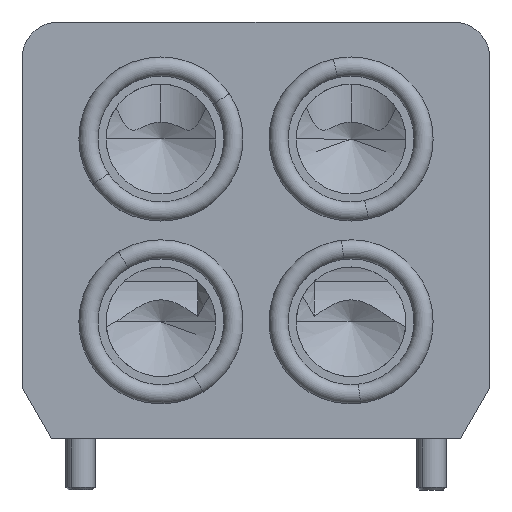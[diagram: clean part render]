
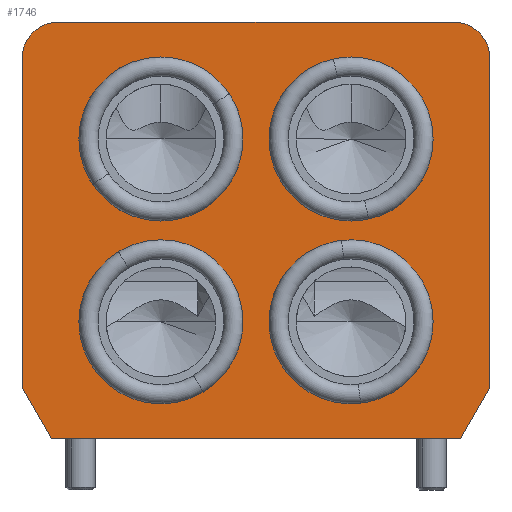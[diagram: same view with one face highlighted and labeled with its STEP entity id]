
A CAD part, front view. The second image highlights one B-rep face of the part: STEP entity #1746.
In plain terms, the highlighted planar face has unit normal (0, -1, 0).
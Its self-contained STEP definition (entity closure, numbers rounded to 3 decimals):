
#1 = DIRECTION ( 'NONE',  ( 1., 0., 0. ) ) ;
#23 = ORIENTED_EDGE ( 'NONE', *, *, #257, .T. ) ;
#41 = VERTEX_POINT ( 'NONE', #1576 ) ;
#103 = CIRCLE ( 'NONE', #4602, 11.22 ) ;
#106 = EDGE_LOOP ( 'NONE', ( #4120, #1036 ) ) ;
#226 = DIRECTION ( 'NONE',  ( -1., 0., 0. ) ) ;
#251 = VERTEX_POINT ( 'NONE', #2548 ) ;
#257 = EDGE_CURVE ( 'NONE', #2009, #5103, #2957, .T. ) ;
#268 = DIRECTION ( 'NONE',  ( 0.5, 0., 0.866 ) ) ;
#272 = CARTESIAN_POINT ( 'NONE',  ( 13., -35., 12.5 ) ) ;
#287 = VECTOR ( 'NONE', #226, 1000. ) ;
#386 = ORIENTED_EDGE ( 'NONE', *, *, #1091, .T. ) ;
#687 = CARTESIAN_POINT ( 'NONE',  ( -32., -35., 23.5 ) ) ;
#743 = EDGE_CURVE ( 'NONE', #6585, #3808, #3193, .T. ) ;
#787 = DIRECTION ( 'NONE',  ( 0., -1., 0. ) ) ;
#831 = CARTESIAN_POINT ( 'NONE',  ( 27.959, -35., -28.5 ) ) ;
#844 = VECTOR ( 'NONE', #268, 1000. ) ;
#861 = EDGE_CURVE ( 'NONE', #2779, #4557, #3834, .T. ) ;
#898 = CARTESIAN_POINT ( 'NONE',  ( -1.78, -35., 12.5 ) ) ;
#935 = CARTESIAN_POINT ( 'NONE',  ( 27., -35., 23.5 ) ) ;
#939 = EDGE_CURVE ( 'NONE', #6791, #251, #103, .T. ) ;
#984 = CIRCLE ( 'NONE', #2075, 11.22 ) ;
#993 = DIRECTION ( 'NONE',  ( 1., 0., 0. ) ) ;
#1036 = ORIENTED_EDGE ( 'NONE', *, *, #6727, .F. ) ;
#1083 = VECTOR ( 'NONE', #6775, 1000. ) ;
#1091 = EDGE_CURVE ( 'NONE', #4936, #6314, #2743, .T. ) ;
#1129 = DIRECTION ( 'NONE',  ( 0., 0., -1. ) ) ;
#1217 = ORIENTED_EDGE ( 'NONE', *, *, #5964, .F. ) ;
#1260 = ORIENTED_EDGE ( 'NONE', *, *, #5188, .T. ) ;
#1281 = EDGE_CURVE ( 'NONE', #6314, #2009, #5703, .T. ) ;
#1312 = LINE ( 'NONE', #1782, #287 ) ;
#1444 = DIRECTION ( 'NONE',  ( 0., -1., 0. ) ) ;
#1445 = PLANE ( 'NONE',  #3965 ) ;
#1530 = AXIS2_PLACEMENT_3D ( 'NONE', #935, #6736, #2487 ) ;
#1576 = CARTESIAN_POINT ( 'NONE',  ( -27., -35., 28.5 ) ) ;
#1621 = EDGE_CURVE ( 'NONE', #3808, #4878, #4722, .T. ) ;
#1651 = CIRCLE ( 'NONE', #5181, 11.22 ) ;
#1746 = ADVANCED_FACE ( 'NONE', ( #2340, #6068, #2889, #6688, #1959 ), #1445, .F. ) ;
#1747 = AXIS2_PLACEMENT_3D ( 'NONE', #3674, #2699, #1 ) ;
#1782 = CARTESIAN_POINT ( 'NONE',  ( -27., -35., 28.5 ) ) ;
#1793 = CARTESIAN_POINT ( 'NONE',  ( 13., -35., -12.5 ) ) ;
#1959 = FACE_OUTER_BOUND ( 'NONE', #2136, .T. ) ;
#2009 = VERTEX_POINT ( 'NONE', #4131 ) ;
#2075 = AXIS2_PLACEMENT_3D ( 'NONE', #4712, #1444, #5646 ) ;
#2089 = DIRECTION ( 'NONE',  ( 0., -1., 0. ) ) ;
#2106 = EDGE_LOOP ( 'NONE', ( #4514, #3819 ) ) ;
#2136 = EDGE_LOOP ( 'NONE', ( #2570, #5092, #4158, #386, #3882, #23, #1260, #6711 ) ) ;
#2176 = CARTESIAN_POINT ( 'NONE',  ( 27.959, -35., -28.5 ) ) ;
#2250 = VERTEX_POINT ( 'NONE', #6355 ) ;
#2340 = FACE_BOUND ( 'NONE', #2106, .T. ) ;
#2377 = AXIS2_PLACEMENT_3D ( 'NONE', #6758, #4780, #3725 ) ;
#2394 = DIRECTION ( 'NONE',  ( 1., 0., 0. ) ) ;
#2487 = DIRECTION ( 'NONE',  ( -1., 0., 0. ) ) ;
#2548 = CARTESIAN_POINT ( 'NONE',  ( -24.22, -35., 12.5 ) ) ;
#2570 = ORIENTED_EDGE ( 'NONE', *, *, #1621, .T. ) ;
#2659 = EDGE_CURVE ( 'NONE', #4878, #41, #1312, .T. ) ;
#2699 = DIRECTION ( 'NONE',  ( 0., -1., 0. ) ) ;
#2743 = LINE ( 'NONE', #5853, #4382 ) ;
#2779 = VERTEX_POINT ( 'NONE', #4677 ) ;
#2836 = CARTESIAN_POINT ( 'NONE',  ( -32., -35., -21.5 ) ) ;
#2889 = FACE_BOUND ( 'NONE', #3925, .T. ) ;
#2957 = LINE ( 'NONE', #3615, #4150 ) ;
#2960 = CIRCLE ( 'NONE', #5492, 11.22 ) ;
#3114 = CARTESIAN_POINT ( 'NONE',  ( -13., -35., 12.5 ) ) ;
#3193 = LINE ( 'NONE', #4665, #1083 ) ;
#3222 = CARTESIAN_POINT ( 'NONE',  ( 1.78, -35., -12.5 ) ) ;
#3257 = DIRECTION ( 'NONE',  ( 0., -1., 0. ) ) ;
#3319 = ORIENTED_EDGE ( 'NONE', *, *, #5750, .F. ) ;
#3358 = ORIENTED_EDGE ( 'NONE', *, *, #6474, .F. ) ;
#3420 = CARTESIAN_POINT ( 'NONE',  ( 27., -35., 23.5 ) ) ;
#3451 = DIRECTION ( 'NONE',  ( -1., 0., 0. ) ) ;
#3539 = VERTEX_POINT ( 'NONE', #4014 ) ;
#3615 = CARTESIAN_POINT ( 'NONE',  ( -27.959, -35., -28.5 ) ) ;
#3625 = VECTOR ( 'NONE', #4188, 1000. ) ;
#3636 = AXIS2_PLACEMENT_3D ( 'NONE', #1793, #3909, #6012 ) ;
#3670 = CARTESIAN_POINT ( 'NONE',  ( -27.959, -35., -28.5 ) ) ;
#3674 = CARTESIAN_POINT ( 'NONE',  ( 13., -35., 12.5 ) ) ;
#3725 = DIRECTION ( 'NONE',  ( 1., 0., 0. ) ) ;
#3808 = VERTEX_POINT ( 'NONE', #4385 ) ;
#3819 = ORIENTED_EDGE ( 'NONE', *, *, #6274, .F. ) ;
#3834 = CIRCLE ( 'NONE', #4710, 11.22 ) ;
#3882 = ORIENTED_EDGE ( 'NONE', *, *, #1281, .T. ) ;
#3909 = DIRECTION ( 'NONE',  ( 0., -1., 0. ) ) ;
#3925 = EDGE_LOOP ( 'NONE', ( #1217, #3319 ) ) ;
#3965 = AXIS2_PLACEMENT_3D ( 'NONE', #3420, #5543, #3451 ) ;
#4014 = CARTESIAN_POINT ( 'NONE',  ( 24.22, -35., -12.5 ) ) ;
#4066 = VERTEX_POINT ( 'NONE', #5861 ) ;
#4109 = EDGE_CURVE ( 'NONE', #3539, #6668, #5350, .T. ) ;
#4120 = ORIENTED_EDGE ( 'NONE', *, *, #939, .F. ) ;
#4131 = CARTESIAN_POINT ( 'NONE',  ( -27.959, -35., -28.5 ) ) ;
#4150 = VECTOR ( 'NONE', #5198, 1000. ) ;
#4158 = ORIENTED_EDGE ( 'NONE', *, *, #6309, .T. ) ;
#4185 = DIRECTION ( 'NONE',  ( 0., -1., 0. ) ) ;
#4188 = DIRECTION ( 'NONE',  ( 0.5, 0., -0.866 ) ) ;
#4222 = DIRECTION ( 'NONE',  ( 0., -1., 0. ) ) ;
#4382 = VECTOR ( 'NONE', #1129, 1000. ) ;
#4385 = CARTESIAN_POINT ( 'NONE',  ( 32., -35., 23.5 ) ) ;
#4514 = ORIENTED_EDGE ( 'NONE', *, *, #861, .F. ) ;
#4557 = VERTEX_POINT ( 'NONE', #6782 ) ;
#4602 = AXIS2_PLACEMENT_3D ( 'NONE', #5779, #2089, #993 ) ;
#4665 = CARTESIAN_POINT ( 'NONE',  ( 32., -35., -21.5 ) ) ;
#4677 = CARTESIAN_POINT ( 'NONE',  ( 24.22, -35., 12.5 ) ) ;
#4710 = AXIS2_PLACEMENT_3D ( 'NONE', #272, #3257, #4870 ) ;
#4712 = CARTESIAN_POINT ( 'NONE',  ( -13., -35., -12.5 ) ) ;
#4722 = CIRCLE ( 'NONE', #1530, 5. ) ;
#4765 = EDGE_LOOP ( 'NONE', ( #5892, #3358 ) ) ;
#4780 = DIRECTION ( 'NONE',  ( 0., -1., 0. ) ) ;
#4870 = DIRECTION ( 'NONE',  ( 1., 0., 0. ) ) ;
#4878 = VERTEX_POINT ( 'NONE', #5014 ) ;
#4936 = VERTEX_POINT ( 'NONE', #687 ) ;
#5014 = CARTESIAN_POINT ( 'NONE',  ( 27., -35., 28.5 ) ) ;
#5058 = CIRCLE ( 'NONE', #6606, 5. ) ;
#5092 = ORIENTED_EDGE ( 'NONE', *, *, #2659, .T. ) ;
#5103 = VERTEX_POINT ( 'NONE', #2176 ) ;
#5181 = AXIS2_PLACEMENT_3D ( 'NONE', #3114, #4185, #6290 ) ;
#5188 = EDGE_CURVE ( 'NONE', #5103, #6585, #6037, .T. ) ;
#5198 = DIRECTION ( 'NONE',  ( 1., 0., 0. ) ) ;
#5256 = CARTESIAN_POINT ( 'NONE',  ( -27., -35., 23.5 ) ) ;
#5278 = CIRCLE ( 'NONE', #1747, 11.22 ) ;
#5282 = CIRCLE ( 'NONE', #3636, 11.22 ) ;
#5350 = CIRCLE ( 'NONE', #2377, 11.22 ) ;
#5492 = AXIS2_PLACEMENT_3D ( 'NONE', #6579, #787, #2394 ) ;
#5543 = DIRECTION ( 'NONE',  ( 0., 1., 0. ) ) ;
#5646 = DIRECTION ( 'NONE',  ( 1., 0., 0. ) ) ;
#5703 = LINE ( 'NONE', #3670, #3625 ) ;
#5750 = EDGE_CURVE ( 'NONE', #4066, #2250, #984, .T. ) ;
#5779 = CARTESIAN_POINT ( 'NONE',  ( -13., -35., 12.5 ) ) ;
#5853 = CARTESIAN_POINT ( 'NONE',  ( -32., -35., -21.5 ) ) ;
#5861 = CARTESIAN_POINT ( 'NONE',  ( -24.22, -35., -12.5 ) ) ;
#5892 = ORIENTED_EDGE ( 'NONE', *, *, #4109, .F. ) ;
#5964 = EDGE_CURVE ( 'NONE', #2250, #4066, #2960, .T. ) ;
#6012 = DIRECTION ( 'NONE',  ( 1., 0., 0. ) ) ;
#6037 = LINE ( 'NONE', #831, #844 ) ;
#6068 = FACE_BOUND ( 'NONE', #106, .T. ) ;
#6149 = CARTESIAN_POINT ( 'NONE',  ( 32., -35., -21.5 ) ) ;
#6274 = EDGE_CURVE ( 'NONE', #4557, #2779, #5278, .T. ) ;
#6290 = DIRECTION ( 'NONE',  ( 1., 0., 0. ) ) ;
#6309 = EDGE_CURVE ( 'NONE', #41, #4936, #5058, .T. ) ;
#6314 = VERTEX_POINT ( 'NONE', #2836 ) ;
#6326 = DIRECTION ( 'NONE',  ( -1., 0., 0. ) ) ;
#6355 = CARTESIAN_POINT ( 'NONE',  ( -1.78, -35., -12.5 ) ) ;
#6474 = EDGE_CURVE ( 'NONE', #6668, #3539, #5282, .T. ) ;
#6579 = CARTESIAN_POINT ( 'NONE',  ( -13., -35., -12.5 ) ) ;
#6585 = VERTEX_POINT ( 'NONE', #6149 ) ;
#6606 = AXIS2_PLACEMENT_3D ( 'NONE', #5256, #4222, #6326 ) ;
#6668 = VERTEX_POINT ( 'NONE', #3222 ) ;
#6688 = FACE_BOUND ( 'NONE', #4765, .T. ) ;
#6711 = ORIENTED_EDGE ( 'NONE', *, *, #743, .T. ) ;
#6727 = EDGE_CURVE ( 'NONE', #251, #6791, #1651, .T. ) ;
#6736 = DIRECTION ( 'NONE',  ( 0., -1., 0. ) ) ;
#6758 = CARTESIAN_POINT ( 'NONE',  ( 13., -35., -12.5 ) ) ;
#6775 = DIRECTION ( 'NONE',  ( 0., 0., 1. ) ) ;
#6782 = CARTESIAN_POINT ( 'NONE',  ( 1.78, -35., 12.5 ) ) ;
#6791 = VERTEX_POINT ( 'NONE', #898 ) ;
